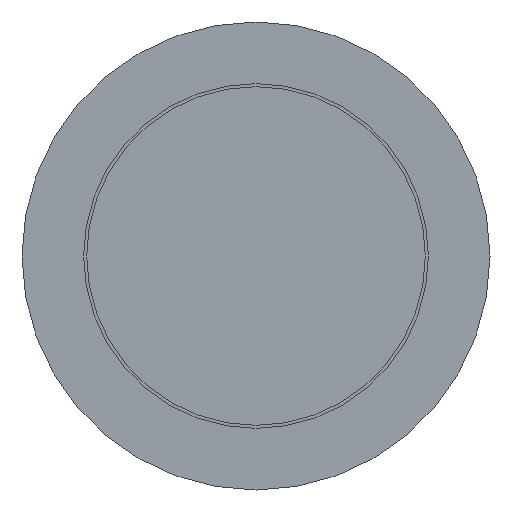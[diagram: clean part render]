
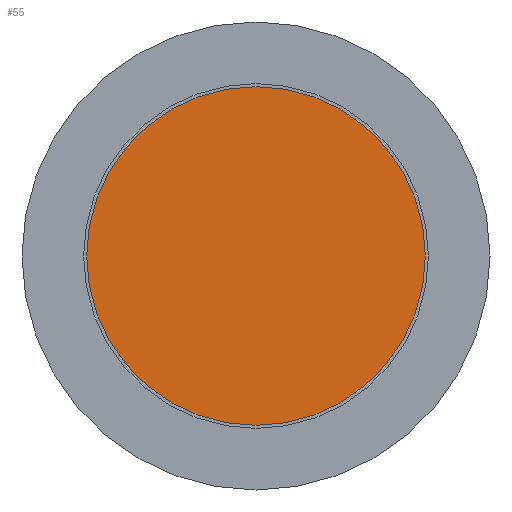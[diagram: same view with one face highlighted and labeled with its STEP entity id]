
A CAD part, front view. The second image highlights one B-rep face of the part: STEP entity #55.
In plain terms, the highlighted planar face has unit normal (0, -1, 0).
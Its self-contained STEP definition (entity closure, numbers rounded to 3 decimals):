
#40 = CARTESIAN_POINT ( 'NONE',  ( 0., 0., -13.75 ) ) ;
#43 = EDGE_CURVE ( 'NONE', #329, #329, #65, .T. ) ;
#55 = ADVANCED_FACE ( 'NONE', ( #157 ), #332, .F. ) ;
#59 = AXIS2_PLACEMENT_3D ( 'NONE', #498, #454, #265 ) ;
#65 = CIRCLE ( 'NONE', #130, 13.75 ) ;
#86 = ORIENTED_EDGE ( 'NONE', *, *, #43, .T. ) ;
#130 = AXIS2_PLACEMENT_3D ( 'NONE', #551, #164, #414 ) ;
#157 = FACE_OUTER_BOUND ( 'NONE', #325, .T. ) ;
#164 = DIRECTION ( 'NONE',  ( 0., -1., 0. ) ) ;
#265 = DIRECTION ( 'NONE',  ( 0., 0., 1. ) ) ;
#325 = EDGE_LOOP ( 'NONE', ( #86 ) ) ;
#329 = VERTEX_POINT ( 'NONE', #40 ) ;
#332 = PLANE ( 'NONE',  #59 ) ;
#414 = DIRECTION ( 'NONE',  ( 0., 0., -1. ) ) ;
#454 = DIRECTION ( 'NONE',  ( 0., 1., 0. ) ) ;
#498 = CARTESIAN_POINT ( 'NONE',  ( -13.75, 0., 0. ) ) ;
#551 = CARTESIAN_POINT ( 'NONE',  ( 0., 0., 0. ) ) ;
